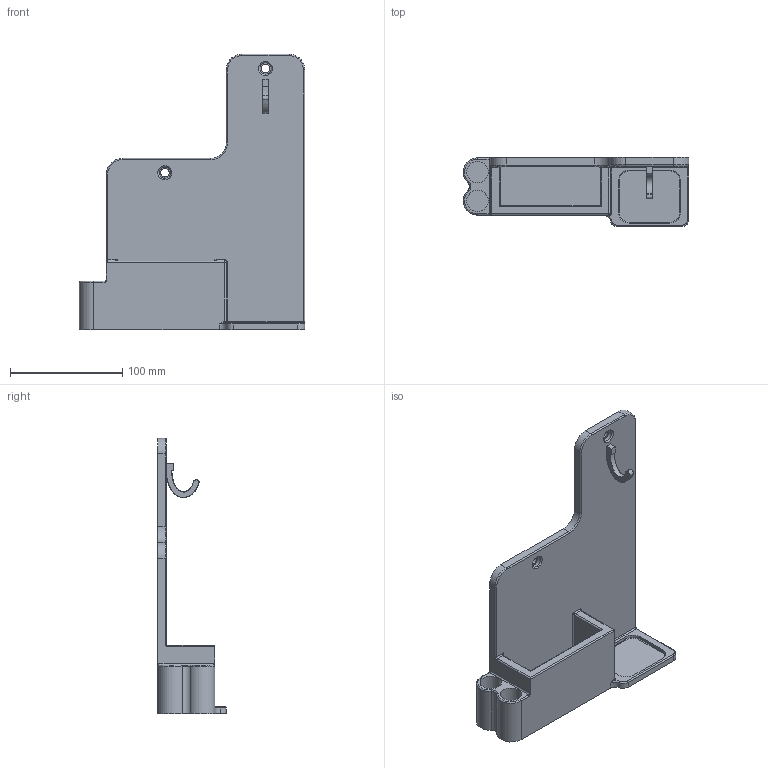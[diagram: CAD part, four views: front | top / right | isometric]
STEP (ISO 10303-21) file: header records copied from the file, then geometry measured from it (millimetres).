
FILE_DESCRIPTION(/* description */ (''),/* implementation_level */ '2;1');
FILE_NAME(/* name */ 'Necessities Holder Blank v3.step',/* time_stamp */ '2024-09-16T12:41:10-04:00',/* author */ (''),/* organization */ (''),/* preprocessor_version */ 'ST-DEVELOPER v20',/* originating_system */ 'Autodesk Translation Framework v13.14.0.145',/* authorisation */ '');
FILE_SCHEMA (('AUTOMOTIVE_DESIGN { 1 0 10303 214 3 1 1 }'));
Length unit declared in the file: inch
Products named in the file (2): Necessities Holder Blank; Holder
Assembly tree (1 placements, depth 2):
  Necessities Holder Blank
    Holder
Bounding box: 200.64 x 61.13 x 245.11 mm (x, y, z)
Volume: 415796.8 mm3; surface area: 117794.8 mm2
Topology: 1 solids, 1 shells, 124 faces, 290 edges, 170 vertices
Faces by surface type: cylinder 51, plane 33, torus 20, bspline 16, cone 2, sphere 2
Full cylindrical faces by diameter (mm): 7.62 x2, 10.16 x2, 19.05 x2
Entity records: 4356 total; most frequent: CARTESIAN_POINT 1500, DIRECTION 603, ORIENTED_EDGE 572, EDGE_CURVE 286, AXIS2_PLACEMENT_3D 237, VERTEX_POINT 170, EDGE_LOOP 134, LINE 129
